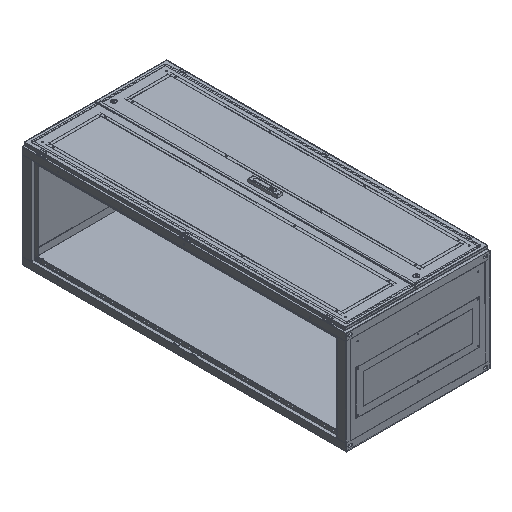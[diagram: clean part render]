
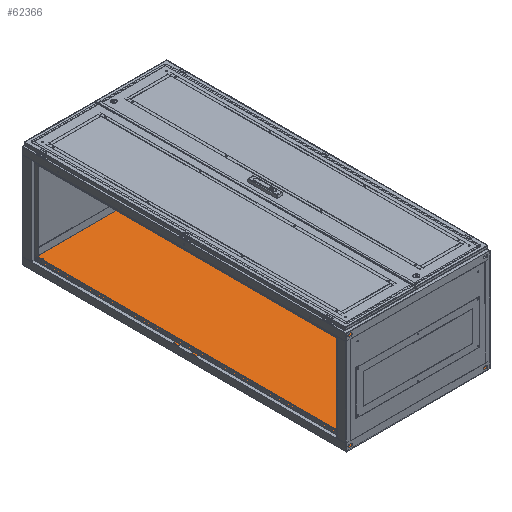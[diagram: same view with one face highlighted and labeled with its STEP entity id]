
A CAD part, isometric view. The second image highlights one B-rep face of the part: STEP entity #62366.
In plain terms, the highlighted planar face has unit normal (0, 0, 1).
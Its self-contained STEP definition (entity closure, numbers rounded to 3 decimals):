
#241 = CARTESIAN_POINT ( 'NONE',  ( 325., 40., -283.5 ) ) ;
#1351 = AXIS2_PLACEMENT_3D ( 'NONE', #2755, #50969, #89838 ) ;
#2164 = CARTESIAN_POINT ( 'NONE',  ( -398.5, 1.5, -283.5 ) ) ;
#2755 = CARTESIAN_POINT ( 'NONE',  ( -325., 40., -283.5 ) ) ;
#5165 = VECTOR ( 'NONE', #23688, 1000. ) ;
#8106 = LINE ( 'NONE', #59619, #100825 ) ;
#9751 = DIRECTION ( 'NONE',  ( 0., -1., 0. ) ) ;
#11023 = CIRCLE ( 'NONE', #54218, 3. ) ;
#12220 = AXIS2_PLACEMENT_3D ( 'NONE', #166155, #25114, #75794 ) ;
#14641 = CARTESIAN_POINT ( 'NONE',  ( 322., 1759., -283.5 ) ) ;
#15820 = AXIS2_PLACEMENT_3D ( 'NONE', #141728, #93504, #92685 ) ;
#16718 = EDGE_CURVE ( 'NONE', #79960, #102837, #74233, .T. ) ;
#18344 = PLANE ( 'NONE',  #152784 ) ;
#18438 = ORIENTED_EDGE ( 'NONE', *, *, #16718, .F. ) ;
#19771 = CIRCLE ( 'NONE', #52093, 3. ) ;
#23688 = DIRECTION ( 'NONE',  ( 1., 0., 0. ) ) ;
#25114 = DIRECTION ( 'NONE',  ( 0., 0., 1. ) ) ;
#26637 = CARTESIAN_POINT ( 'NONE',  ( -322., 1759., -283.5 ) ) ;
#28532 = CARTESIAN_POINT ( 'NONE',  ( -398.5, 1797.5, -283.5 ) ) ;
#29904 = VERTEX_POINT ( 'NONE', #145349 ) ;
#30277 = ORIENTED_EDGE ( 'NONE', *, *, #56648, .F. ) ;
#31282 = ORIENTED_EDGE ( 'NONE', *, *, #118952, .F. ) ;
#31599 = VECTOR ( 'NONE', #104545, 1000. ) ;
#35137 = ORIENTED_EDGE ( 'NONE', *, *, #41131, .F. ) ;
#37454 = DIRECTION ( 'NONE',  ( 0., 0., 1. ) ) ;
#38637 = EDGE_CURVE ( 'NONE', #161558, #41452, #129357, .T. ) ;
#41131 = EDGE_CURVE ( 'NONE', #41452, #161558, #126359, .T. ) ;
#41452 = VERTEX_POINT ( 'NONE', #26637 ) ;
#42806 = DIRECTION ( 'NONE',  ( -1., 0., 0. ) ) ;
#42893 = FACE_BOUND ( 'NONE', #69712, .T. ) ;
#44536 = FACE_BOUND ( 'NONE', #88701, .T. ) ;
#45359 = CARTESIAN_POINT ( 'NONE',  ( -398.5, 1.5, -283.5 ) ) ;
#45728 = EDGE_CURVE ( 'NONE', #71384, #96969, #19771, .T. ) ;
#47349 = LINE ( 'NONE', #99715, #5165 ) ;
#49750 = CARTESIAN_POINT ( 'NONE',  ( -328., 40., -283.5 ) ) ;
#49837 = CIRCLE ( 'NONE', #1351, 3. ) ;
#50969 = DIRECTION ( 'NONE',  ( 0., 0., 1. ) ) ;
#51932 = ORIENTED_EDGE ( 'NONE', *, *, #126992, .F. ) ;
#52093 = AXIS2_PLACEMENT_3D ( 'NONE', #70320, #121806, #146381 ) ;
#52518 = EDGE_LOOP ( 'NONE', ( #56483, #35137 ) ) ;
#54218 = AXIS2_PLACEMENT_3D ( 'NONE', #64813, #79170, #42806 ) ;
#54955 = DIRECTION ( 'NONE',  ( 0., 0., 1. ) ) ;
#56374 = DIRECTION ( 'NONE',  ( 0., 0., -1. ) ) ;
#56483 = ORIENTED_EDGE ( 'NONE', *, *, #38637, .F. ) ;
#56648 = EDGE_CURVE ( 'NONE', #102837, #79960, #75238, .T. ) ;
#59344 = ORIENTED_EDGE ( 'NONE', *, *, #88564, .F. ) ;
#59619 = CARTESIAN_POINT ( 'NONE',  ( 398.5, 1797.5, -283.5 ) ) ;
#62366 = ADVANCED_FACE ( 'NONE', ( #107058, #158605, #44536, #42893, #69068 ), #18344, .F. ) ;
#63894 = EDGE_CURVE ( 'NONE', #155488, #135043, #102029, .T. ) ;
#64813 = CARTESIAN_POINT ( 'NONE',  ( -325., 40., -283.5 ) ) ;
#65228 = CARTESIAN_POINT ( 'NONE',  ( 322., 40., -283.5 ) ) ;
#69068 = FACE_BOUND ( 'NONE', #94655, .T. ) ;
#69712 = EDGE_LOOP ( 'NONE', ( #18438, #30277 ) ) ;
#69904 = DIRECTION ( 'NONE',  ( -1., 0., 0. ) ) ;
#70320 = CARTESIAN_POINT ( 'NONE',  ( 325., 1759., -283.5 ) ) ;
#71384 = VERTEX_POINT ( 'NONE', #157896 ) ;
#71854 = EDGE_CURVE ( 'NONE', #128179, #97720, #11023, .T. ) ;
#74233 = CIRCLE ( 'NONE', #12220, 3. ) ;
#75238 = CIRCLE ( 'NONE', #126466, 3. ) ;
#75404 = DIRECTION ( 'NONE',  ( 0., 0., 1. ) ) ;
#75794 = DIRECTION ( 'NONE',  ( -1., 0., 0. ) ) ;
#76557 = CARTESIAN_POINT ( 'NONE',  ( -398.5, 1797.5, -283.5 ) ) ;
#76872 = ORIENTED_EDGE ( 'NONE', *, *, #63894, .T. ) ;
#76888 = CARTESIAN_POINT ( 'NONE',  ( 328., 40., -283.5 ) ) ;
#77460 = VERTEX_POINT ( 'NONE', #128895 ) ;
#79170 = DIRECTION ( 'NONE',  ( 0., 0., 1. ) ) ;
#79960 = VERTEX_POINT ( 'NONE', #65228 ) ;
#80862 = ORIENTED_EDGE ( 'NONE', *, *, #45728, .F. ) ;
#82827 = CARTESIAN_POINT ( 'NONE',  ( -325., 1759., -283.5 ) ) ;
#84259 = CARTESIAN_POINT ( 'NONE',  ( -398.5, 1797.5, -283.5 ) ) ;
#88564 = EDGE_CURVE ( 'NONE', #155488, #29904, #47349, .T. ) ;
#88701 = EDGE_LOOP ( 'NONE', ( #135216, #80862 ) ) ;
#89838 = DIRECTION ( 'NONE',  ( -1., 0., 0. ) ) ;
#90644 = ORIENTED_EDGE ( 'NONE', *, *, #155402, .T. ) ;
#92685 = DIRECTION ( 'NONE',  ( -1., 0., 0. ) ) ;
#93504 = DIRECTION ( 'NONE',  ( 0., 0., 1. ) ) ;
#94655 = EDGE_LOOP ( 'NONE', ( #51932, #110944 ) ) ;
#95041 = AXIS2_PLACEMENT_3D ( 'NONE', #153089, #75404, #165759 ) ;
#96969 = VERTEX_POINT ( 'NONE', #14641 ) ;
#97720 = VERTEX_POINT ( 'NONE', #49750 ) ;
#97870 = CARTESIAN_POINT ( 'NONE',  ( -322., 40., -283.5 ) ) ;
#99715 = CARTESIAN_POINT ( 'NONE',  ( -398.5, 1797.5, -283.5 ) ) ;
#100825 = VECTOR ( 'NONE', #9751, 1000. ) ;
#102029 = LINE ( 'NONE', #28532, #31599 ) ;
#102837 = VERTEX_POINT ( 'NONE', #76888 ) ;
#104545 = DIRECTION ( 'NONE',  ( 0., -1., 0. ) ) ;
#107058 = FACE_OUTER_BOUND ( 'NONE', #131600, .T. ) ;
#110944 = ORIENTED_EDGE ( 'NONE', *, *, #71854, .F. ) ;
#111317 = VECTOR ( 'NONE', #142433, 1000. ) ;
#118952 = EDGE_CURVE ( 'NONE', #29904, #77460, #8106, .T. ) ;
#121806 = DIRECTION ( 'NONE',  ( 0., 0., 1. ) ) ;
#122336 = CARTESIAN_POINT ( 'NONE',  ( -328., 1759., -283.5 ) ) ;
#126359 = CIRCLE ( 'NONE', #15820, 3. ) ;
#126466 = AXIS2_PLACEMENT_3D ( 'NONE', #241, #37454, #142180 ) ;
#126992 = EDGE_CURVE ( 'NONE', #97720, #128179, #49837, .T. ) ;
#128179 = VERTEX_POINT ( 'NONE', #97870 ) ;
#128895 = CARTESIAN_POINT ( 'NONE',  ( 398.5, 1.5, -283.5 ) ) ;
#129357 = CIRCLE ( 'NONE', #140246, 3. ) ;
#131600 = EDGE_LOOP ( 'NONE', ( #90644, #31282, #59344, #76872 ) ) ;
#133478 = DIRECTION ( 'NONE',  ( -1., 0., 0. ) ) ;
#135043 = VERTEX_POINT ( 'NONE', #45359 ) ;
#135216 = ORIENTED_EDGE ( 'NONE', *, *, #165678, .F. ) ;
#138237 = CIRCLE ( 'NONE', #95041, 3. ) ;
#140246 = AXIS2_PLACEMENT_3D ( 'NONE', #82827, #54955, #133478 ) ;
#141599 = LINE ( 'NONE', #2164, #111317 ) ;
#141728 = CARTESIAN_POINT ( 'NONE',  ( -325., 1759., -283.5 ) ) ;
#142180 = DIRECTION ( 'NONE',  ( -1., 0., 0. ) ) ;
#142433 = DIRECTION ( 'NONE',  ( 1., 0., 0. ) ) ;
#145349 = CARTESIAN_POINT ( 'NONE',  ( 398.5, 1797.5, -283.5 ) ) ;
#146381 = DIRECTION ( 'NONE',  ( -1., 0., 0. ) ) ;
#152784 = AXIS2_PLACEMENT_3D ( 'NONE', #84259, #56374, #69904 ) ;
#153089 = CARTESIAN_POINT ( 'NONE',  ( 325., 1759., -283.5 ) ) ;
#155402 = EDGE_CURVE ( 'NONE', #135043, #77460, #141599, .T. ) ;
#155488 = VERTEX_POINT ( 'NONE', #76557 ) ;
#157896 = CARTESIAN_POINT ( 'NONE',  ( 328., 1759., -283.5 ) ) ;
#158605 = FACE_BOUND ( 'NONE', #52518, .T. ) ;
#161558 = VERTEX_POINT ( 'NONE', #122336 ) ;
#165678 = EDGE_CURVE ( 'NONE', #96969, #71384, #138237, .T. ) ;
#165759 = DIRECTION ( 'NONE',  ( -1., 0., 0. ) ) ;
#166155 = CARTESIAN_POINT ( 'NONE',  ( 325., 40., -283.5 ) ) ;
